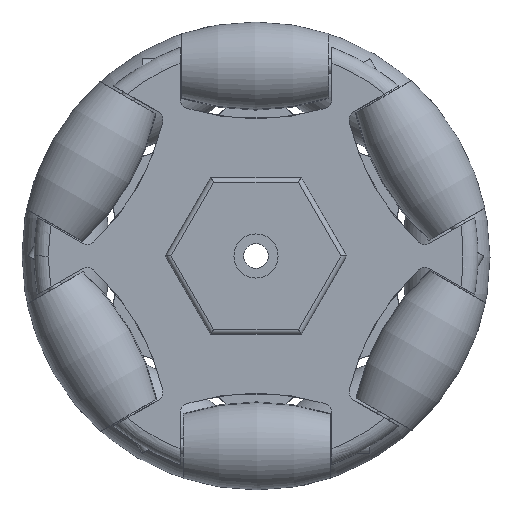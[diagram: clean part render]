
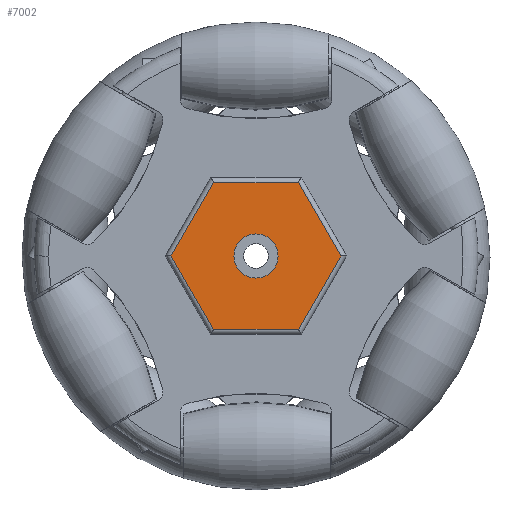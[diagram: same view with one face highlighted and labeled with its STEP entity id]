
A CAD part, front view. The second image highlights one B-rep face of the part: STEP entity #7002.
In plain terms, the highlighted face is planar.
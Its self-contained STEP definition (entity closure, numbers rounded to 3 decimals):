
#219 = CARTESIAN_POINT ( 'NONE',  ( -15., -8.66, 8. ) ) ;
#404 = EDGE_CURVE ( 'NONE', #12921, #6545, #13034, .T. ) ;
#410 = PLANE ( 'NONE',  #2329 ) ;
#1011 = VECTOR ( 'NONE', #11158, 1000. ) ;
#1042 = CARTESIAN_POINT ( 'NONE',  ( 15.5, -8.372, 8. ) ) ;
#1217 = CARTESIAN_POINT ( 'NONE',  ( -15.5, 8.372, 8. ) ) ;
#1297 = VERTEX_POINT ( 'NONE', #10997 ) ;
#1492 = AXIS2_PLACEMENT_3D ( 'NONE', #5011, #3834, #12367 ) ;
#1682 = EDGE_CURVE ( 'NONE', #11282, #6599, #2306, .T. ) ;
#1856 = CARTESIAN_POINT ( 'NONE',  ( -15., -9.238, 8. ) ) ;
#1869 = VECTOR ( 'NONE', #7248, 1000. ) ;
#2062 = ORIENTED_EDGE ( 'NONE', *, *, #13443, .T. ) ;
#2129 = ORIENTED_EDGE ( 'NONE', *, *, #5711, .T. ) ;
#2306 = LINE ( 'NONE', #2771, #1011 ) ;
#2329 = AXIS2_PLACEMENT_3D ( 'NONE', #10949, #12055, #3388 ) ;
#2530 = EDGE_LOOP ( 'NONE', ( #2129, #4321, #2062, #5778, #3496, #4935 ) ) ;
#2704 = ORIENTED_EDGE ( 'NONE', *, *, #10642, .F. ) ;
#2771 = CARTESIAN_POINT ( 'NONE',  ( 15., 9.238, 8. ) ) ;
#3113 = CARTESIAN_POINT ( 'NONE',  ( 15., 8.66, 8. ) ) ;
#3244 = CARTESIAN_POINT ( 'NONE',  ( 0., -17.321, 8. ) ) ;
#3388 = DIRECTION ( 'NONE',  ( 1., 0., 0. ) ) ;
#3496 = ORIENTED_EDGE ( 'NONE', *, *, #6233, .T. ) ;
#3834 = DIRECTION ( 'NONE',  ( 0., 0., 1. ) ) ;
#4101 = VECTOR ( 'NONE', #13411, 1000. ) ;
#4321 = ORIENTED_EDGE ( 'NONE', *, *, #5452, .T. ) ;
#4922 = DIRECTION ( 'NONE',  ( 1., 0., 0. ) ) ;
#4935 = ORIENTED_EDGE ( 'NONE', *, *, #1682, .T. ) ;
#5011 = CARTESIAN_POINT ( 'NONE',  ( 0., 0., 8. ) ) ;
#5452 = EDGE_CURVE ( 'NONE', #7559, #1297, #8496, .T. ) ;
#5576 = DIRECTION ( 'NONE',  ( -0.866, -0.5, 0. ) ) ;
#5642 = EDGE_CURVE ( 'NONE', #9250, #9629, #6211, .T. ) ;
#5711 = EDGE_CURVE ( 'NONE', #6599, #7559, #8134, .T. ) ;
#5778 = ORIENTED_EDGE ( 'NONE', *, *, #404, .T. ) ;
#5893 = DIRECTION ( 'NONE',  ( 0., 0., 1. ) ) ;
#6211 = CIRCLE ( 'NONE', #1492, 4.5 ) ;
#6233 = EDGE_CURVE ( 'NONE', #6545, #11282, #6314, .T. ) ;
#6252 = AXIS2_PLACEMENT_3D ( 'NONE', #11161, #5893, #4922 ) ;
#6314 = LINE ( 'NONE', #1042, #7856 ) ;
#6512 = DIRECTION ( 'NONE',  ( 0.866, 0.5, 0. ) ) ;
#6545 = VERTEX_POINT ( 'NONE', #3244 ) ;
#6599 = VERTEX_POINT ( 'NONE', #3113 ) ;
#6788 = DIRECTION ( 'NONE',  ( 0.866, -0.5, 0. ) ) ;
#7002 = ADVANCED_FACE ( 'NONE', ( #11982, #7818 ), #410, .T. ) ;
#7239 = VECTOR ( 'NONE', #6788, 1000. ) ;
#7248 = DIRECTION ( 'NONE',  ( 0., -1., 0. ) ) ;
#7361 = CARTESIAN_POINT ( 'NONE',  ( 15., -8.66, 8. ) ) ;
#7559 = VERTEX_POINT ( 'NONE', #9766 ) ;
#7708 = ORIENTED_EDGE ( 'NONE', *, *, #5642, .F. ) ;
#7745 = LINE ( 'NONE', #1856, #1869 ) ;
#7818 = FACE_BOUND ( 'NONE', #8021, .T. ) ;
#7856 = VECTOR ( 'NONE', #6512, 1000. ) ;
#8021 = EDGE_LOOP ( 'NONE', ( #7708, #2704 ) ) ;
#8134 = LINE ( 'NONE', #12432, #4101 ) ;
#8496 = LINE ( 'NONE', #1217, #10419 ) ;
#8697 = CIRCLE ( 'NONE', #6252, 4.5 ) ;
#9250 = VERTEX_POINT ( 'NONE', #12426 ) ;
#9629 = VERTEX_POINT ( 'NONE', #13319 ) ;
#9766 = CARTESIAN_POINT ( 'NONE',  ( 0., 17.321, 8. ) ) ;
#10419 = VECTOR ( 'NONE', #5576, 1000. ) ;
#10642 = EDGE_CURVE ( 'NONE', #9629, #9250, #8697, .T. ) ;
#10949 = CARTESIAN_POINT ( 'NONE',  ( 0., 0., 8. ) ) ;
#10997 = CARTESIAN_POINT ( 'NONE',  ( -15., 8.66, 8. ) ) ;
#11089 = CARTESIAN_POINT ( 'NONE',  ( 0.5, -17.609, 8. ) ) ;
#11158 = DIRECTION ( 'NONE',  ( 0., 1., 0. ) ) ;
#11161 = CARTESIAN_POINT ( 'NONE',  ( 0., 0., 8. ) ) ;
#11282 = VERTEX_POINT ( 'NONE', #7361 ) ;
#11982 = FACE_OUTER_BOUND ( 'NONE', #2530, .T. ) ;
#12055 = DIRECTION ( 'NONE',  ( 0., 0., 1. ) ) ;
#12367 = DIRECTION ( 'NONE',  ( 1., 0., 0. ) ) ;
#12426 = CARTESIAN_POINT ( 'NONE',  ( 4.5, 0., 8. ) ) ;
#12432 = CARTESIAN_POINT ( 'NONE',  ( -0.5, 17.609, 8. ) ) ;
#12921 = VERTEX_POINT ( 'NONE', #219 ) ;
#13034 = LINE ( 'NONE', #11089, #7239 ) ;
#13319 = CARTESIAN_POINT ( 'NONE',  ( -4.5, 0., 8. ) ) ;
#13411 = DIRECTION ( 'NONE',  ( -0.866, 0.5, 0. ) ) ;
#13443 = EDGE_CURVE ( 'NONE', #1297, #12921, #7745, .T. ) ;
